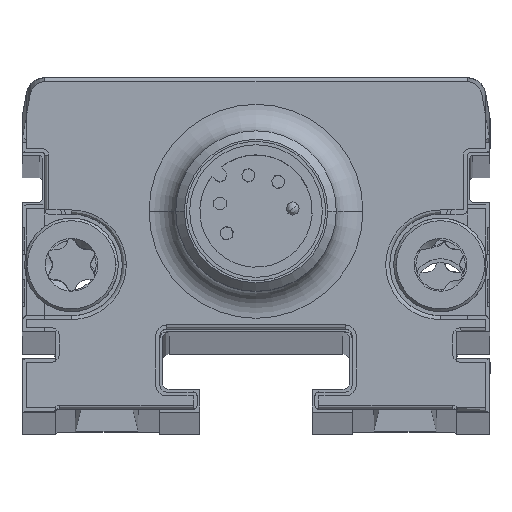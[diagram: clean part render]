
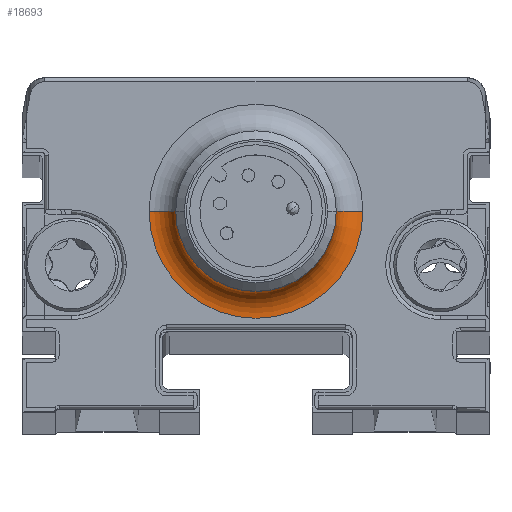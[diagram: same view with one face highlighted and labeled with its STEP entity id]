
A CAD part, top view. The second image highlights one B-rep face of the part: STEP entity #18693.
In plain terms, the highlighted toroidal (fillet/blend) face has major radius 8 mm and minor radius 2 mm.
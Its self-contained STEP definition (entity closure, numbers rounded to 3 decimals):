
#417 = AXIS2_PLACEMENT_3D ( 'NONE', #14933, #13414, #3477 ) ;
#550 = ORIENTED_EDGE ( 'NONE', *, *, #17141, .F. ) ;
#969 = VERTEX_POINT ( 'NONE', #17722 ) ;
#2011 = CARTESIAN_POINT ( 'NONE',  ( 8., 15., 9.8 ) ) ;
#2020 = CARTESIAN_POINT ( 'NONE',  ( 0., 15., 9.8 ) ) ;
#2102 = CARTESIAN_POINT ( 'NONE',  ( -8., 15., 9.8 ) ) ;
#2296 = DIRECTION ( 'NONE',  ( 0., 1., 0. ) ) ;
#2514 = EDGE_CURVE ( 'NONE', #20028, #10325, #18389, .T. ) ;
#2968 = EDGE_LOOP ( 'NONE', ( #14087, #20459, #550, #15865 ) ) ;
#3126 = CIRCLE ( 'NONE', #18844, 6. ) ;
#3477 = DIRECTION ( 'NONE',  ( 1., 0., 0. ) ) ;
#3666 = DIRECTION ( 'NONE',  ( 1., 0., 0. ) ) ;
#3998 = CARTESIAN_POINT ( 'NONE',  ( -8., 15., 11.8 ) ) ;
#5465 = EDGE_CURVE ( 'NONE', #969, #17352, #19668, .T. ) ;
#7034 = DIRECTION ( 'NONE',  ( 0., 0., 1. ) ) ;
#7445 = CARTESIAN_POINT ( 'NONE',  ( 6., 15., 11.8 ) ) ;
#7611 = DIRECTION ( 'NONE',  ( 0., -1., 0. ) ) ;
#7778 = DIRECTION ( 'NONE',  ( 0., 0., -1. ) ) ;
#8317 = CIRCLE ( 'NONE', #19798, 8. ) ;
#9382 = TOROIDAL_SURFACE ( 'NONE', #417, 8., 2. ) ;
#9462 = EDGE_CURVE ( 'NONE', #969, #20028, #3126, .T. ) ;
#10325 = VERTEX_POINT ( 'NONE', #2011 ) ;
#10812 = CARTESIAN_POINT ( 'NONE',  ( 0., 15., 11.8 ) ) ;
#13414 = DIRECTION ( 'NONE',  ( 0., 0., 1. ) ) ;
#13629 = DIRECTION ( 'NONE',  ( 0., 0., -1. ) ) ;
#14087 = ORIENTED_EDGE ( 'NONE', *, *, #9462, .F. ) ;
#14378 = DIRECTION ( 'NONE',  ( -1., 0., 0. ) ) ;
#14559 = AXIS2_PLACEMENT_3D ( 'NONE', #19581, #7611, #7778 ) ;
#14933 = CARTESIAN_POINT ( 'NONE',  ( 0., 15., 11.8 ) ) ;
#15516 = DIRECTION ( 'NONE',  ( 1., 0., 0. ) ) ;
#15865 = ORIENTED_EDGE ( 'NONE', *, *, #2514, .F. ) ;
#17141 = EDGE_CURVE ( 'NONE', #10325, #17352, #8317, .T. ) ;
#17352 = VERTEX_POINT ( 'NONE', #2102 ) ;
#17585 = AXIS2_PLACEMENT_3D ( 'NONE', #3998, #2296, #14378 ) ;
#17722 = CARTESIAN_POINT ( 'NONE',  ( -6., 15., 11.8 ) ) ;
#18389 = CIRCLE ( 'NONE', #14559, 2. ) ;
#18693 = ADVANCED_FACE ( 'NONE', ( #20470 ), #9382, .F. ) ;
#18844 = AXIS2_PLACEMENT_3D ( 'NONE', #10812, #7034, #15516 ) ;
#19581 = CARTESIAN_POINT ( 'NONE',  ( 8., 15., 11.8 ) ) ;
#19668 = CIRCLE ( 'NONE', #17585, 2. ) ;
#19798 = AXIS2_PLACEMENT_3D ( 'NONE', #2020, #13629, #3666 ) ;
#20028 = VERTEX_POINT ( 'NONE', #7445 ) ;
#20459 = ORIENTED_EDGE ( 'NONE', *, *, #5465, .T. ) ;
#20470 = FACE_OUTER_BOUND ( 'NONE', #2968, .T. ) ;
